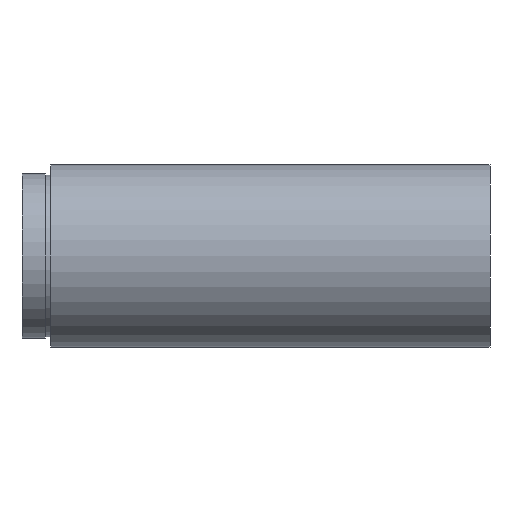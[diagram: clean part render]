
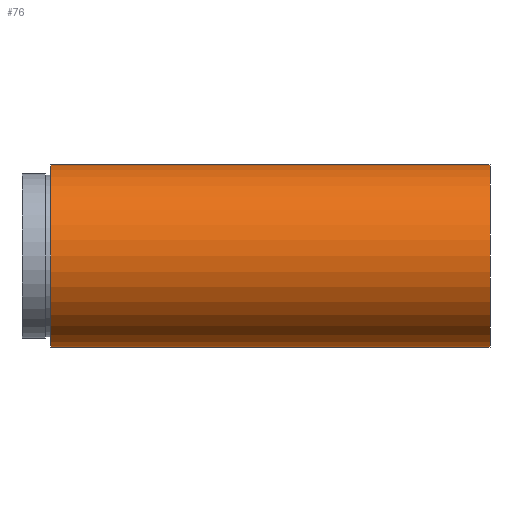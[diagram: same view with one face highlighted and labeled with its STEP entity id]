
A CAD part, left-side view. The second image highlights one B-rep face of the part: STEP entity #76.
In plain terms, the highlighted cylindrical face has radius 15.85 mm (diameter 31.7 mm), a partial arc.
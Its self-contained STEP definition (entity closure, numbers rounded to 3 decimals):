
#14 = VECTOR ( 'NONE', #189, 1000. ) ;
#22 = DIRECTION ( 'NONE',  ( 0., 0., 1. ) ) ;
#23 = VECTOR ( 'NONE', #49, 1000. ) ;
#36 = ORIENTED_EDGE ( 'NONE', *, *, #588, .F. ) ;
#49 = DIRECTION ( 'NONE',  ( 0., 1., 0. ) ) ;
#76 = ADVANCED_FACE ( 'NONE', ( #317 ), #592, .T. ) ;
#107 = ORIENTED_EDGE ( 'NONE', *, *, #268, .T. ) ;
#122 = AXIS2_PLACEMENT_3D ( 'NONE', #230, #320, #271 ) ;
#123 = DIRECTION ( 'NONE',  ( 0., 1., 0. ) ) ;
#136 = CIRCLE ( 'NONE', #609, 15.85 ) ;
#173 = VERTEX_POINT ( 'NONE', #358 ) ;
#189 = DIRECTION ( 'NONE',  ( 0., 1., 0. ) ) ;
#203 = CARTESIAN_POINT ( 'NONE',  ( 0., 0., 0. ) ) ;
#230 = CARTESIAN_POINT ( 'NONE',  ( 0., 161.376, 0. ) ) ;
#236 = CARTESIAN_POINT ( 'NONE',  ( 0., 76.2, 0. ) ) ;
#239 = CARTESIAN_POINT ( 'NONE',  ( 0., 0., -15.85 ) ) ;
#254 = ORIENTED_EDGE ( 'NONE', *, *, #296, .F. ) ;
#268 = EDGE_CURVE ( 'NONE', #173, #305, #579, .T. ) ;
#271 = DIRECTION ( 'NONE',  ( 0., 0., 1. ) ) ;
#279 = CIRCLE ( 'NONE', #291, 15.85 ) ;
#291 = AXIS2_PLACEMENT_3D ( 'NONE', #236, #477, #573 ) ;
#296 = EDGE_CURVE ( 'NONE', #300, #488, #405, .T. ) ;
#300 = VERTEX_POINT ( 'NONE', #239 ) ;
#305 = VERTEX_POINT ( 'NONE', #445 ) ;
#317 = FACE_OUTER_BOUND ( 'NONE', #553, .T. ) ;
#319 = CARTESIAN_POINT ( 'NONE',  ( 0., 76.2, -15.85 ) ) ;
#320 = DIRECTION ( 'NONE',  ( 0., 1., 0. ) ) ;
#358 = CARTESIAN_POINT ( 'NONE',  ( 0., 0., 15.85 ) ) ;
#364 = EDGE_CURVE ( 'NONE', #300, #173, #136, .T. ) ;
#381 = CARTESIAN_POINT ( 'NONE',  ( 0., 161.376, 15.85 ) ) ;
#405 = LINE ( 'NONE', #426, #23 ) ;
#426 = CARTESIAN_POINT ( 'NONE',  ( 0., 161.376, -15.85 ) ) ;
#445 = CARTESIAN_POINT ( 'NONE',  ( 0., 76.2, 15.85 ) ) ;
#477 = DIRECTION ( 'NONE',  ( 0., 1., 0. ) ) ;
#488 = VERTEX_POINT ( 'NONE', #319 ) ;
#553 = EDGE_LOOP ( 'NONE', ( #254, #554, #107, #36 ) ) ;
#554 = ORIENTED_EDGE ( 'NONE', *, *, #364, .T. ) ;
#573 = DIRECTION ( 'NONE',  ( 0., 0., 1. ) ) ;
#579 = LINE ( 'NONE', #381, #14 ) ;
#588 = EDGE_CURVE ( 'NONE', #488, #305, #279, .T. ) ;
#592 = CYLINDRICAL_SURFACE ( 'NONE', #122, 15.85 ) ;
#609 = AXIS2_PLACEMENT_3D ( 'NONE', #203, #123, #22 ) ;
